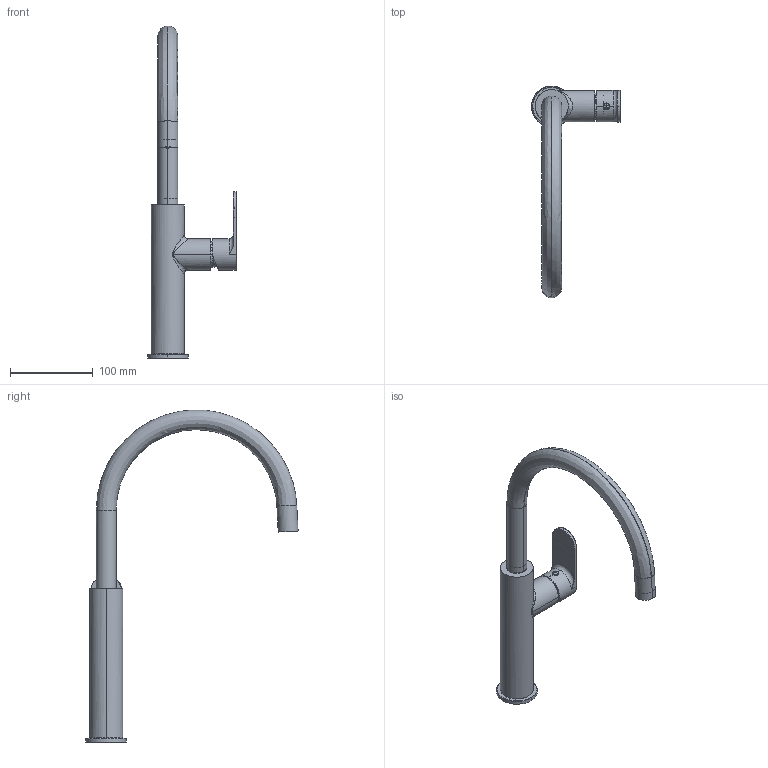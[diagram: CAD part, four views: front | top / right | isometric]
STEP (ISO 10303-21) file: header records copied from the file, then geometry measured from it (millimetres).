
FILE_DESCRIPTION(/* description */ (''),/* implementation_level */ '2;1');
FILE_NAME(/* name */ 'STEP - 164072301_2267430',/* time_stamp */ '2024-11-12T11:35:22+11:00',/* author */ (''),/* organization */ (''),/* preprocessor_version */ 'ST-DEVELOPER v16.5',/* originating_system */ 'Rhino 7.37',/* authorisation */ '');
FILE_SCHEMA (('CONFIG_CONTROL_DESIGN'));
Products named in the file (26): Document; 164072301_ASM; 20310260990122; 20312538162639; 2014753924261234; 2060930227026; 2040118399015; 20502264010511; 2050553907267; 2070408107018; 205070122705-029; 20704006070110; 20704069070121; 20606280012612; 20201698022613; 2020304107261415; 20501179160116; 208001720601_AF017; 208001720601_AF118; 20800223060119; 20800023060120; 20501232160129; 20501141160132; 20203045061633; 20800091060137; 20800249060138
Assembly tree (28 placements, depth 3):
  Document
    164072301_ASM
      20310260990122
      20312538162639
      2014753924261234
      2060930227026
      2040118399015
      20502264010511
      2050553907267
      2070408107018
      205070122705-029
      20704006070110
      20704069070121
      20606280012612
      20201698022613
      2020304107261415
      20501179160116
      208001720601_AF017
      208001720601_AF118
      20800223060119
      20800023060120  x2
      20501232160129  x2
      20501141160132
      20203045061633
      20800091060137
      20800249060138  x2
Bounding box: 107.58 x 256.48 x 401.38 mm (x, y, z)
Volume: 163805.3 mm3; surface area: 204063.9 mm2
Topology: 29 solids, 45 shells, 2657 faces, 6547 edges, 4211 vertices
Faces by surface type: plane 1594, cylinder 672, bspline 391
Entity records: 93408 total; most frequent: CARTESIAN_POINT 46884, ORIENTED_EDGE 12882, EDGE_CURVE 6477, B_SPLINE_CURVE_WITH_KNOTS 4953, VERTEX_POINT 4183, EDGE_LOOP 2981, ADVANCED_FACE 2634, FACE_OUTER_BOUND 2634
